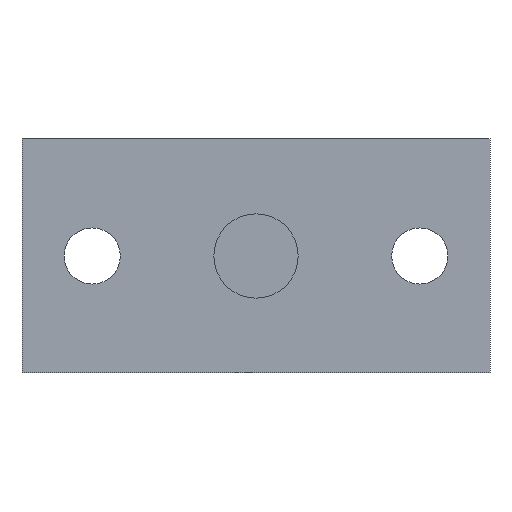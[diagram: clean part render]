
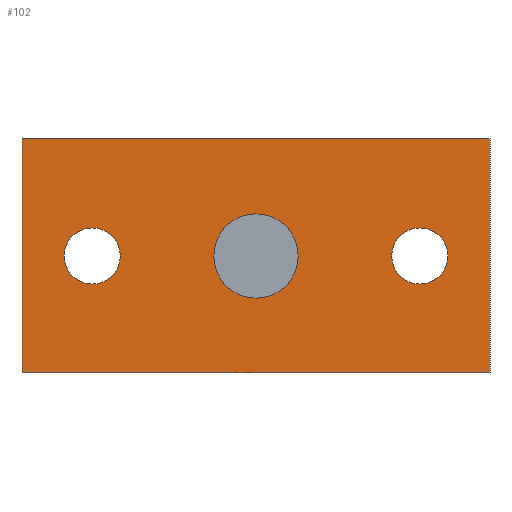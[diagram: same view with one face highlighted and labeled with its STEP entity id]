
A CAD part, front view. The second image highlights one B-rep face of the part: STEP entity #102.
In plain terms, the highlighted planar face has unit normal (0, -1, 0).
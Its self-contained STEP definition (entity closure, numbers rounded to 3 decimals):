
#102=ADVANCED_FACE('',(#164,#165,#166,#167),#168,.F.);
#164=FACE_BOUND('',#233,.T.);
#165=FACE_BOUND('',#234,.T.);
#166=FACE_BOUND('',#235,.T.);
#167=FACE_OUTER_BOUND('',#236,.T.);
#168=PLANE('',#237);
#233=EDGE_LOOP('',(#462,#463));
#234=EDGE_LOOP('',(#464,#465));
#235=EDGE_LOOP('',(#466,#467));
#236=EDGE_LOOP('',(#468,#469,#470,#471));
#237=AXIS2_PLACEMENT_3D('',#472,#473,#474);
#462=ORIENTED_EDGE('',*,*,#521,.T.);
#463=ORIENTED_EDGE('',*,*,#520,.T.);
#464=ORIENTED_EDGE('',*,*,#523,.T.);
#465=ORIENTED_EDGE('',*,*,#516,.T.);
#466=ORIENTED_EDGE('',*,*,#525,.T.);
#467=ORIENTED_EDGE('',*,*,#512,.T.);
#468=ORIENTED_EDGE('',*,*,#575,.T.);
#469=ORIENTED_EDGE('',*,*,#572,.F.);
#470=ORIENTED_EDGE('',*,*,#576,.F.);
#471=ORIENTED_EDGE('',*,*,#570,.F.);
#472=CARTESIAN_POINT('',(35.0,0.0,0.0));
#473=DIRECTION('',(0.0,1.0,0.0));
#474=DIRECTION('',(0.0,0.0,1.0));
#512=EDGE_CURVE('',#598,#602,#604,.T.);
#516=EDGE_CURVE('',#606,#610,#612,.T.);
#520=EDGE_CURVE('',#614,#618,#620,.T.);
#521=EDGE_CURVE('',#618,#614,#621,.T.);
#523=EDGE_CURVE('',#610,#606,#623,.T.);
#525=EDGE_CURVE('',#602,#598,#625,.T.);
#570=EDGE_CURVE('',#697,#693,#699,.T.);
#572=EDGE_CURVE('',#701,#703,#704,.T.);
#575=EDGE_CURVE('',#697,#703,#707,.T.);
#576=EDGE_CURVE('',#693,#701,#708,.T.);
#598=VERTEX_POINT('',#736);
#602=VERTEX_POINT('',#741);
#604=CIRCLE('',#744,6.0);
#606=VERTEX_POINT('',#746);
#610=VERTEX_POINT('',#751);
#612=CIRCLE('',#754,6.0);
#614=VERTEX_POINT('',#756);
#618=VERTEX_POINT('',#761);
#620=CIRCLE('',#764,9.0);
#621=CIRCLE('',#765,9.0);
#623=CIRCLE('',#767,6.0);
#625=CIRCLE('',#769,6.0);
#693=VERTEX_POINT('',#866);
#697=VERTEX_POINT('',#872);
#699=LINE('',#875,#876);
#701=VERTEX_POINT('',#878);
#703=VERTEX_POINT('',#881);
#704=LINE('',#882,#883);
#707=LINE('',#888,#889);
#708=LINE('',#890,#891);
#736=CARTESIAN_POINT('',(6.0,0.0,0.));
#741=CARTESIAN_POINT('',(-6.0,0.0,0.0));
#744=AXIS2_PLACEMENT_3D('',#920,#921,#922);
#746=CARTESIAN_POINT('',(76.0,0.0,0.));
#751=CARTESIAN_POINT('',(64.0,0.0,0.0));
#754=AXIS2_PLACEMENT_3D('',#928,#929,#930);
#756=CARTESIAN_POINT('',(44.0,0.0,0.));
#761=CARTESIAN_POINT('',(26.0,0.0,0.));
#764=AXIS2_PLACEMENT_3D('',#936,#937,#938);
#765=AXIS2_PLACEMENT_3D('',#939,#940,#941);
#767=AXIS2_PLACEMENT_3D('',#945,#946,#947);
#769=AXIS2_PLACEMENT_3D('',#951,#952,#953);
#866=CARTESIAN_POINT('',(85.0,0.0,25.0));
#872=CARTESIAN_POINT('',(-15.0,0.0,25.0));
#875=CARTESIAN_POINT('',(35.0,0.0,25.0));
#876=VECTOR('',#1022,1.0);
#878=CARTESIAN_POINT('',(85.0,0.0,-25.0));
#881=CARTESIAN_POINT('',(-15.0,0.0,-25.0));
#882=CARTESIAN_POINT('',(35.0,0.0,-25.0));
#883=VECTOR('',#1024,1.0);
#888=CARTESIAN_POINT('',(-15.0,0.0,0.0));
#889=VECTOR('',#1027,1.0);
#890=CARTESIAN_POINT('',(85.0,0.0,0.0));
#891=VECTOR('',#1028,1.0);
#920=CARTESIAN_POINT('',(0.0,0.0,0.0));
#921=DIRECTION('',(-0.0,1.0,0.0));
#922=DIRECTION('',(1.0,0.0,0.0));
#928=CARTESIAN_POINT('',(70.0,0.0,0.0));
#929=DIRECTION('',(-0.0,1.0,0.0));
#930=DIRECTION('',(1.0,0.0,0.0));
#936=CARTESIAN_POINT('',(35.0,0.0,0.0));
#937=DIRECTION('',(-0.0,1.0,0.0));
#938=DIRECTION('',(1.0,0.0,0.0));
#939=CARTESIAN_POINT('',(35.0,0.0,0.0));
#940=DIRECTION('',(-0.0,1.0,0.0));
#941=DIRECTION('',(1.0,0.0,0.0));
#945=CARTESIAN_POINT('',(70.0,0.0,0.0));
#946=DIRECTION('',(-0.0,1.0,0.0));
#947=DIRECTION('',(1.0,0.0,0.0));
#951=CARTESIAN_POINT('',(0.0,0.0,0.0));
#952=DIRECTION('',(-0.0,1.0,0.0));
#953=DIRECTION('',(1.0,0.0,0.0));
#1022=DIRECTION('',(1.0,0.0,0.0));
#1024=DIRECTION('',(-1.0,0.0,0.0));
#1027=DIRECTION('',(0.0,0.0,-1.0));
#1028=DIRECTION('',(0.0,0.0,-1.0));
